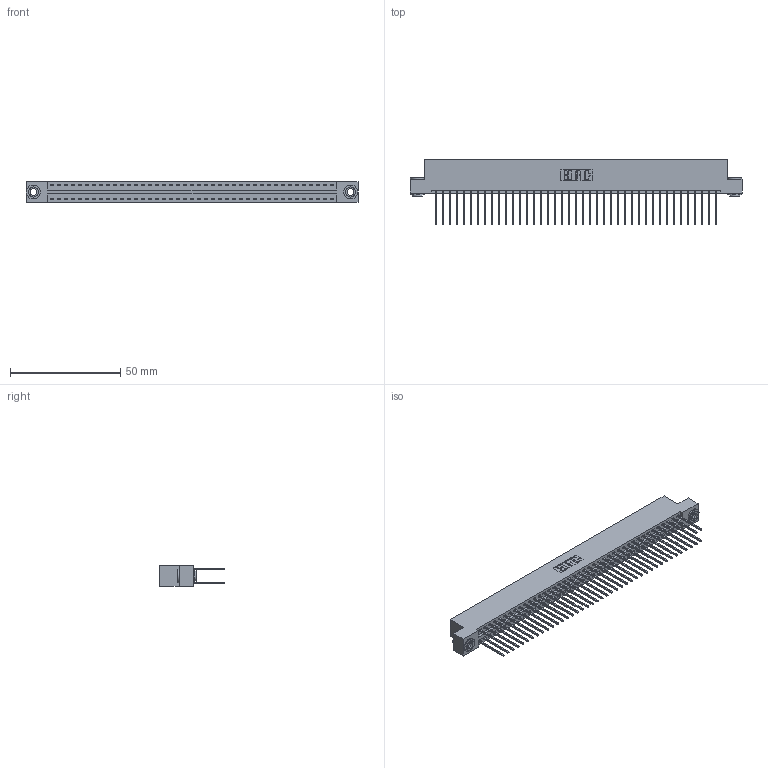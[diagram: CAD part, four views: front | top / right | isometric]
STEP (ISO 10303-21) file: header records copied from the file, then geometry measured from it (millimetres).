
FILE_DESCRIPTION (( 'STEP AP203' ), '1' );
FILE_NAME ('346-082-540-203.STEP', '2022-05-25T17:49:40', ( '' ), ( '' ), 'SwSTEP 2.0', 'SolidWorks 2020', '' );
FILE_SCHEMA (( 'CONFIG_CONTROL_DESIGN' ));
Length unit declared in the file: inch
Products named in the file (4): 345-292-001_345-293-140; 346 Part_Flush Mounting Lugs - 0.156 Dia-TH; 345-250-002_345-250-002-102; 346-082-540-203
Assembly tree (85 placements, depth 2):
  346-082-540-203
    346 Part_Flush Mounting Lugs - 0.156 Dia-TH
    345-292-001_345-293-140  x82
    345-250-002_345-250-002-102  x2
Bounding box: 150.75 x 29.46 x 9.4 mm (x, y, z)
Volume: 15004.3 mm3; surface area: 22327.8 mm2
Topology: 85 solids, 85 shells, 4438 faces, 13151 edges, 8654 vertices
Faces by surface type: plane 2970, cylinder 1460, cone 8
Entity records: 27976 total; most frequent: CARTESIAN_POINT 4593, ORIENTED_EDGE 4518, DIRECTION 4129, EDGE_CURVE 2259, LINE 1939, VECTOR 1939, VERTEX_POINT 1502, AXIS2_PLACEMENT_3D 1095
